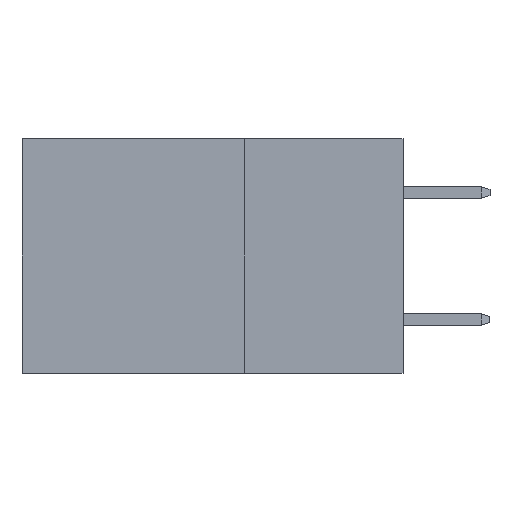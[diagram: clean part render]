
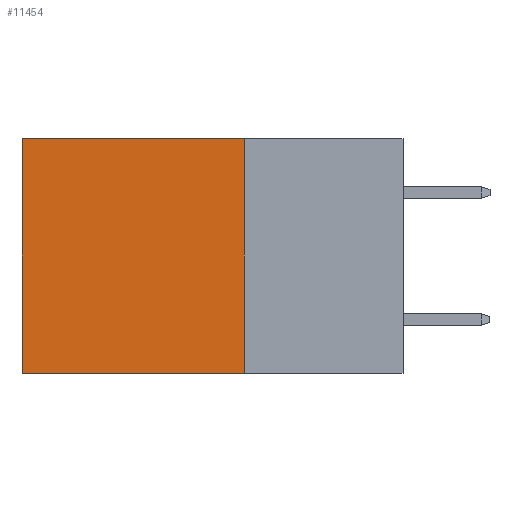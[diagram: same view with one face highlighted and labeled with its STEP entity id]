
A CAD part, left-side view. The second image highlights one B-rep face of the part: STEP entity #11454.
In plain terms, the highlighted planar face has unit normal (-1, 0, 0).
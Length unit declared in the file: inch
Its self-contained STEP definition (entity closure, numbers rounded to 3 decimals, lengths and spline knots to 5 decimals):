
#83 = PLANE ( 'NONE',  #10932 ) ;
#299 = ORIENTED_EDGE ( 'NONE', *, *, #5660, .F. ) ;
#418 = CARTESIAN_POINT ( 'NONE',  ( 0.2875, 0.25, 0. ) ) ;
#481 = LINE ( 'NONE', #7526, #10440 ) ;
#1080 = CARTESIAN_POINT ( 'NONE',  ( 0.2875, 0.25, 0. ) ) ;
#1653 = DIRECTION ( 'NONE',  ( 0., 1., 0. ) ) ;
#2012 = CARTESIAN_POINT ( 'NONE',  ( 0.2875, 0.6, 0. ) ) ;
#2017 = DIRECTION ( 'NONE',  ( 0., 0., -1. ) ) ;
#3163 = ORIENTED_EDGE ( 'NONE', *, *, #4679, .T. ) ;
#3265 = LINE ( 'NONE', #4310, #12256 ) ;
#4310 = CARTESIAN_POINT ( 'NONE',  ( 0.2875, 0.25, -0.37 ) ) ;
#4416 = LINE ( 'NONE', #1080, #10182 ) ;
#4679 = EDGE_CURVE ( 'NONE', #10735, #9694, #4416, .T. ) ;
#5660 = EDGE_CURVE ( 'NONE', #7716, #7643, #3265, .T. ) ;
#5911 = FACE_OUTER_BOUND ( 'NONE', #9442, .T. ) ;
#6125 = DIRECTION ( 'NONE',  ( 0., 0., -1. ) ) ;
#6240 = DIRECTION ( 'NONE',  ( 0., 1., 0. ) ) ;
#6888 = ORIENTED_EDGE ( 'NONE', *, *, #8972, .T. ) ;
#6990 = EDGE_CURVE ( 'NONE', #10735, #7716, #11039, .T. ) ;
#7526 = CARTESIAN_POINT ( 'NONE',  ( 0.2875, 0.6, 0. ) ) ;
#7589 = DIRECTION ( 'NONE',  ( 0., 0., -1. ) ) ;
#7643 = VERTEX_POINT ( 'NONE', #9371 ) ;
#7716 = VERTEX_POINT ( 'NONE', #10828 ) ;
#8732 = VECTOR ( 'NONE', #6125, 39.37008 ) ;
#8798 = CARTESIAN_POINT ( 'NONE',  ( 0.2875, 0.25, 0. ) ) ;
#8972 = EDGE_CURVE ( 'NONE', #9694, #7643, #481, .T. ) ;
#9371 = CARTESIAN_POINT ( 'NONE',  ( 0.2875, 0.6, -0.37 ) ) ;
#9442 = EDGE_LOOP ( 'NONE', ( #6888, #299, #10001, #3163 ) ) ;
#9694 = VERTEX_POINT ( 'NONE', #2012 ) ;
#10001 = ORIENTED_EDGE ( 'NONE', *, *, #6990, .F. ) ;
#10182 = VECTOR ( 'NONE', #6240, 39.37008 ) ;
#10440 = VECTOR ( 'NONE', #7589, 39.37008 ) ;
#10735 = VERTEX_POINT ( 'NONE', #418 ) ;
#10828 = CARTESIAN_POINT ( 'NONE',  ( 0.2875, 0.25, -0.37 ) ) ;
#10932 = AXIS2_PLACEMENT_3D ( 'NONE', #8798, #11731, #2017 ) ;
#11039 = LINE ( 'NONE', #12006, #8732 ) ;
#11454 = ADVANCED_FACE ( 'NONE', ( #5911 ), #83, .F. ) ;
#11731 = DIRECTION ( 'NONE',  ( 1., 0., 0. ) ) ;
#12006 = CARTESIAN_POINT ( 'NONE',  ( 0.2875, 0.25, 0. ) ) ;
#12256 = VECTOR ( 'NONE', #1653, 39.37008 ) ;
